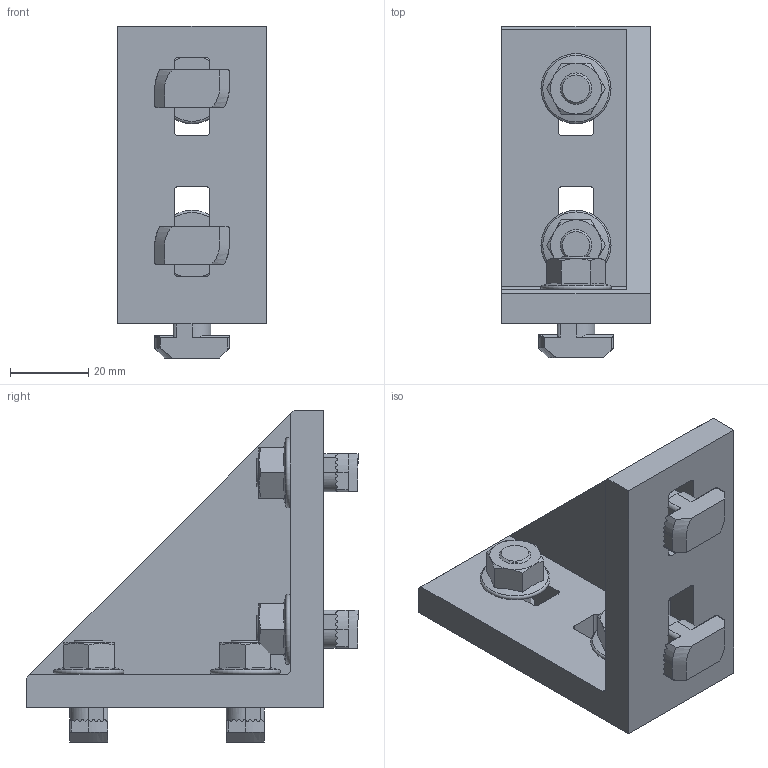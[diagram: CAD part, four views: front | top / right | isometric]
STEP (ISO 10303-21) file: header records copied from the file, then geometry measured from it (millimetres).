
FILE_DESCRIPTION(('STEP AP203'),'1');
FILE_NAME('FIXE10B1242.stp','2023-10-17T14:20:36',(' '),(' '),'Spatial InterOp 3D',' ',' ');
FILE_SCHEMA(('CONFIG_CONTROL_DESIGN'));
Length unit declared in the file: millimetre
Products named in the file (4): Kit équerre Eco 10 80x80x40 Al Brut; Vis tête marteau 10 M8x20 Ht 4.5; Ecrou rondelle M8; Equerre 10 80x80x40 Al brut
Assembly tree (9 placements, depth 2):
  Kit équerre Eco 10 80x80x40 Al Brut
    Vis tête marteau 10 M8x20 Ht 4.5  x4
    Ecrou rondelle M8  x4
    Equerre 10 80x80x40 Al brut
Bounding box: 38 x 84.8 x 84.8 mm (x, y, z)
Volume: 65504.5 mm3; surface area: 27056.5 mm2
Topology: 9 solids, 9 shells, 427 faces, 1187 edges, 782 vertices
Faces by surface type: plane 326, cylinder 57, cone 32, bspline 8, torus 4
Full cylindrical faces by diameter (mm): 6.8 x4, 8 x4
Entity records: 5685 total; most frequent: CARTESIAN_POINT 952, DIRECTION 776, ORIENTED_EDGE 768, EDGE_CURVE 384, AXIS2_PLACEMENT_3D 270, VERTEX_POINT 257, LINE 236, VECTOR 236
